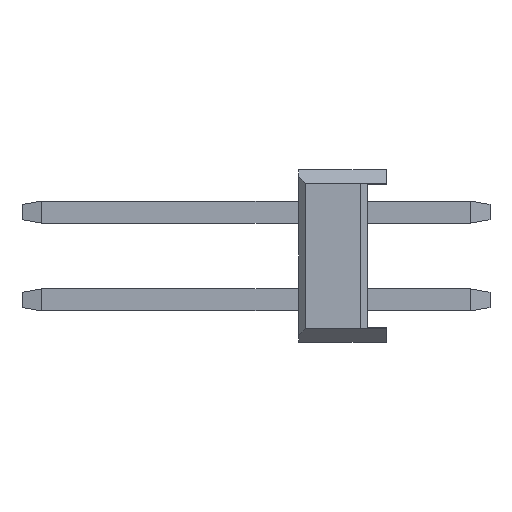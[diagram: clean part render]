
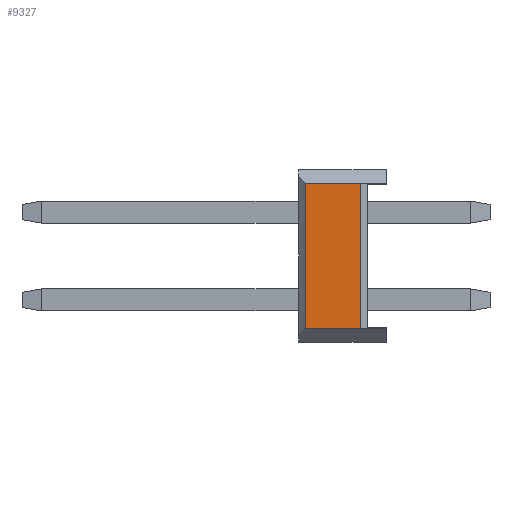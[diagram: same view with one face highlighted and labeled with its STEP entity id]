
A CAD part, left-side view. The second image highlights one B-rep face of the part: STEP entity #9327.
In plain terms, the highlighted planar face has unit normal (-1, 0, 0).
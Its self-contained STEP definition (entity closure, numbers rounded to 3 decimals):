
#69 = VECTOR ( 'NONE', #12357, 1000. ) ;
#210 = VECTOR ( 'NONE', #1961, 1000. ) ;
#294 = CARTESIAN_POINT ( 'NONE',  ( -1.27, 2.34, 2.1 ) ) ;
#1368 = EDGE_CURVE ( 'NONE', #12406, #9167, #3585, .T. ) ;
#1518 = CARTESIAN_POINT ( 'NONE',  ( -1.27, 2.54, 2.1 ) ) ;
#1961 = DIRECTION ( 'NONE',  ( 0., -1., 0. ) ) ;
#2300 = CARTESIAN_POINT ( 'NONE',  ( -1.27, 2.34, 2.1 ) ) ;
#2442 = ORIENTED_EDGE ( 'NONE', *, *, #1368, .T. ) ;
#2685 = DIRECTION ( 'NONE',  ( 0., 0., -1. ) ) ;
#3096 = DIRECTION ( 'NONE',  ( 0., 0., 1. ) ) ;
#3101 = LINE ( 'NONE', #3173, #69 ) ;
#3173 = CARTESIAN_POINT ( 'NONE',  ( -1.27, 2.54, -2.1 ) ) ;
#3439 = EDGE_CURVE ( 'NONE', #4780, #10828, #8035, .T. ) ;
#3585 = LINE ( 'NONE', #5357, #10059 ) ;
#3924 = ORIENTED_EDGE ( 'NONE', *, *, #3439, .T. ) ;
#4780 = VERTEX_POINT ( 'NONE', #2300 ) ;
#5357 = CARTESIAN_POINT ( 'NONE',  ( -1.27, 0.74, -2.1 ) ) ;
#5876 = CARTESIAN_POINT ( 'NONE',  ( -1.27, 0.74, 2.1 ) ) ;
#6514 = CARTESIAN_POINT ( 'NONE',  ( -1.27, 2.34, -2.1 ) ) ;
#6611 = CARTESIAN_POINT ( 'NONE',  ( -1.27, 2.54, 2.1 ) ) ;
#7164 = DIRECTION ( 'NONE',  ( 0., 0., -1. ) ) ;
#7293 = ORIENTED_EDGE ( 'NONE', *, *, #11700, .F. ) ;
#7666 = FACE_OUTER_BOUND ( 'NONE', #10713, .T. ) ;
#7990 = EDGE_CURVE ( 'NONE', #10828, #12406, #3101, .T. ) ;
#8035 = LINE ( 'NONE', #294, #13758 ) ;
#8422 = PLANE ( 'NONE',  #10979 ) ;
#9114 = CARTESIAN_POINT ( 'NONE',  ( -1.27, 0.74, -2.1 ) ) ;
#9167 = VERTEX_POINT ( 'NONE', #5876 ) ;
#9327 = ADVANCED_FACE ( 'NONE', ( #7666 ), #8422, .F. ) ;
#9587 = DIRECTION ( 'NONE',  ( 1., 0., 0. ) ) ;
#10059 = VECTOR ( 'NONE', #3096, 1000. ) ;
#10713 = EDGE_LOOP ( 'NONE', ( #7293, #3924, #11987, #2442 ) ) ;
#10828 = VERTEX_POINT ( 'NONE', #6514 ) ;
#10979 = AXIS2_PLACEMENT_3D ( 'NONE', #1518, #9587, #2685 ) ;
#11700 = EDGE_CURVE ( 'NONE', #4780, #9167, #12405, .T. ) ;
#11987 = ORIENTED_EDGE ( 'NONE', *, *, #7990, .T. ) ;
#12357 = DIRECTION ( 'NONE',  ( 0., -1., 0. ) ) ;
#12405 = LINE ( 'NONE', #6611, #210 ) ;
#12406 = VERTEX_POINT ( 'NONE', #9114 ) ;
#13758 = VECTOR ( 'NONE', #7164, 1000. ) ;
